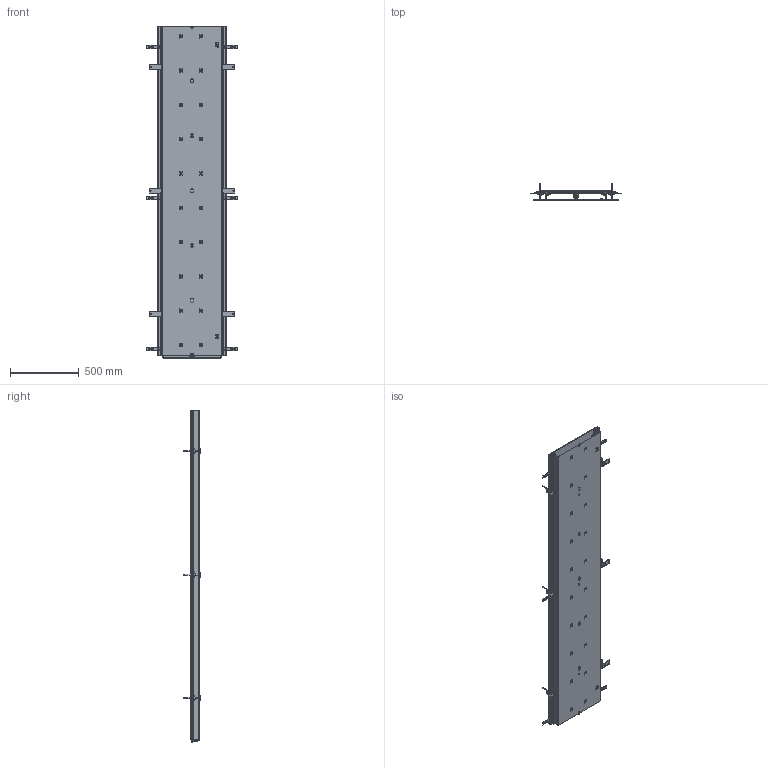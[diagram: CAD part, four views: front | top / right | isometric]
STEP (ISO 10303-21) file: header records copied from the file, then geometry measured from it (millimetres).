
FILE_DESCRIPTION (( 'STEP AP214' ), '1' );
FILE_NAME ('7424486.stp', '2022-03-25T14:12:09', ( '' ), ( '' ), 'SwSTEP 2.0', 'SolidWorks 2020', '' );
FILE_SCHEMA (( 'AUTOMOTIVE_DESIGN' ));
Length unit declared in the file: millimetre
Products named in the file (61): 001132_Standard; 001133_Standard; 32899A_Standard; 001236_Standard; 43938B_39408886; 001701_Nivellierst》ze 110; 32938BV_Standard; 40737C_Standard; P_30700584_4_Standard; 43172B_Standard; 001232_Standard; 32812b_L=2000; 40731B_Standard; 001131_Standard; 108251_110 mm l„nge; 35104457_Standard; 35104333_Standard; 35010053_Standard; 43933A_Standard; 007681_Standard; 001134_Standard; 43423G_Standard; 43927A_500 - 60-50; 43935A_Standard; 35083B_Standard; 35104201_Standard; 43931C_Standard; 43933B_Standard; 7424486
Assembly tree (206 placements, depth 4):
  7424486
    43927A_500 - 60-50
    43423G_Standard  x2
    32812b_L=2000  x2
    40737C_Standard
      43931C_Standard
      P_30700584_4_Standard
    001236_Standard
      001701_Nivellierst》ze 110
        001133_Standard
        108251_110 mm l„nge
        001134_Standard
      001232_Standard
        001131_Standard
        35104201_Standard  x2
        001132_Standard
    32899A_Standard
      43935A_Standard
    32938BV_Standard
      43933A_Standard
      43933B_Standard
      007681_Standard
      35010053_Standard  x2
    40731B_Standard
      43938B_39408886
      43172B_Standard  x8
      35104333_Standard  x8
      35083B_Standard
    40731B_Standard
      43938B_39408886
      43172B_Standard  x8
      35104333_Standard  x8
      35083B_Standard
    40731B_Standard
      43938B_39408886
      43172B_Standard  x8
      35104333_Standard  x8
      35083B_Standard
    35104457_Standard  x18
    32899A_Standard
      43935A_Standard
    001236_Standard
      001701_Nivellierst》ze 110
        001133_Standard
        108251_110 mm l„nge
        001134_Standard
      001232_Standard
        001131_Standard
        35104201_Standard  x2
        001132_Standard
    32899A_Standard
      43935A_Standard
    32899A_Standard
      43935A_Standard
    32899A_Standard
      43935A_Standard
    32899A_Standard
      43935A_Standard
    32938BV_Standard
      43933A_Standard
Bounding box: 658.23 x 118 x 2419.65 mm (x, y, z)
Volume: 8652303.9 mm3; surface area: 7844834.6 mm2
Topology: 167 solids, 167 shells, 5667 faces, 14316 edges, 9060 vertices
Faces by surface type: plane 3809, cylinder 1090, bspline 546, cone 162, torus 60
Full cylindrical faces by diameter (mm): 2.4 x6, 3.48 x18, 3.5 x24, 3.6 x12, 4 x21, 4.8 x24, 5 x18, 5.8 x24, 6 x24, 6.55 x6, 6.8 x12, 7.1 x24, 8 x27, 8.3 x6, 9 x6, 10 x18, 14.5 x6
Entity records: 66802 total; most frequent: CARTESIAN_POINT 19620, ORIENTED_EDGE 9508, DIRECTION 8046, EDGE_CURVE 4754, LINE 3234, VECTOR 3234, VERTEX_POINT 2912, AXIS2_PLACEMENT_3D 2406
